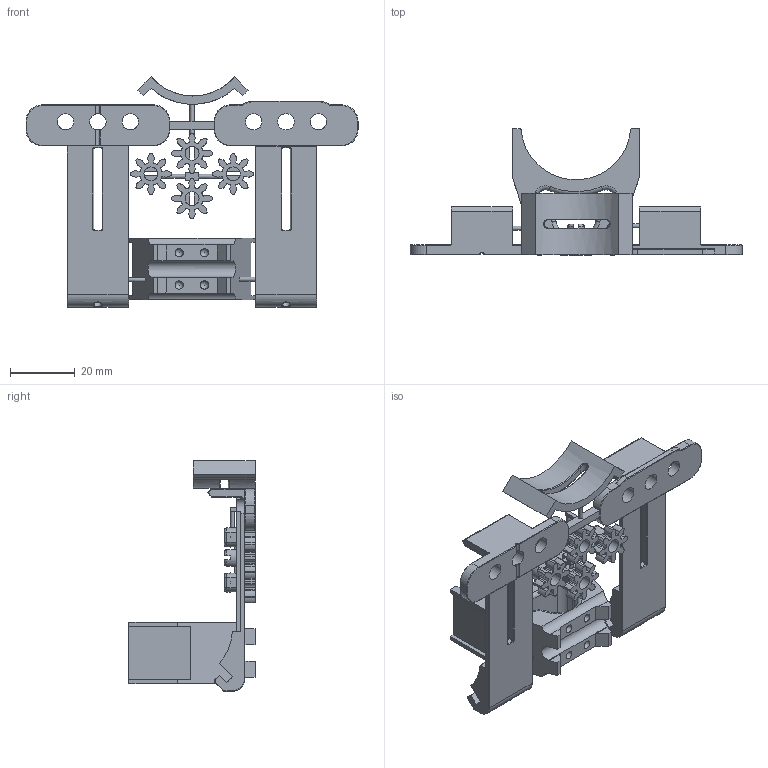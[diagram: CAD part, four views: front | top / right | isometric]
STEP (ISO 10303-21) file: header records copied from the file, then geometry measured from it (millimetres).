
FILE_DESCRIPTION(/* description */ (''),/* implementation_level */ '2;1');
FILE_NAME(/* name */ 'InteBase_Litho_layout_HALF_iMATERIALIZE v2.step',/* time_stamp */ '2020-07-08T13:43:27-04:00',/* author */ (''),/* organization */ (''),/* preprocessor_version */ 'ST-DEVELOPER v18.1',/* originating_system */ 'Autodesk Translation Framework v9.3.0.1241',/* authorisation */ '');
FILE_SCHEMA (('AUTOMOTIVE_DESIGN { 1 0 10303 214 3 1 1 }'));
Products named in the file (2): InteBase_Litho_layout_HALF_iMATERIALIZE; LITHOBODY
Assembly tree (1 placements, depth 2):
  InteBase_Litho_layout_HALF_iMATERIALIZE
    LITHOBODY
Bounding box: 102.59 x 39 x 71.13 mm (x, y, z)
Volume: 25633.8 mm3; surface area: 19130.5 mm2
Topology: 1 solids, 1 shells, 802 faces, 2162 edges, 1361 vertices
Faces by surface type: cylinder 326, plane 282, torus 111, bspline 77, sphere 6
Full cylindrical faces by diameter (mm): 1.27 x8, 2.54 x2, 4.318 x4, 5.08 x6
Entity records: 46035 total; most frequent: CARTESIAN_POINT 26454, ORIENTED_EDGE 4316, DIRECTION 3956, EDGE_CURVE 2158, AXIS2_PLACEMENT_3D 1465, VERTEX_POINT 1361, LINE 1026, VECTOR 1026
